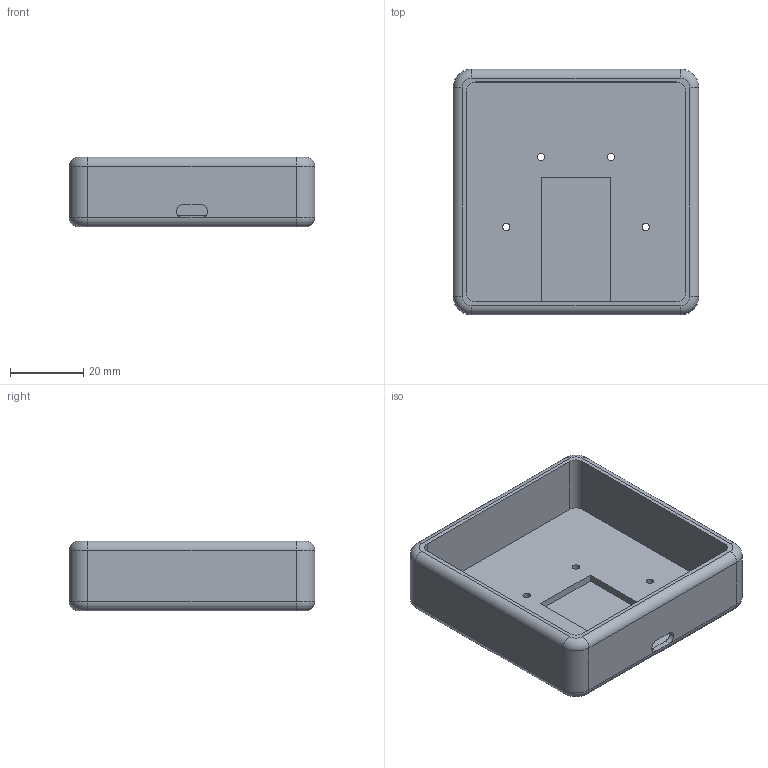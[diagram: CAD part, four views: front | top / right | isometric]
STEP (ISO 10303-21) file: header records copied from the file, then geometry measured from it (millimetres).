
FILE_DESCRIPTION(('HOOPS Exchange Step'),'2;1');
FILE_NAME('temp_export','2022-09-21T17:49:45-04:00',('mobile'),('Shapr3D Limited'),'HOOPS Exchange 2022.1','Shapr3D','Authorized');
FILE_SCHEMA( ('AP203_CONFIGURATION_CONTROLLED_3D_DESIGN_OF_MECHANICAL_PARTS_AND_ASSEMBLIES_MIM_LF') );
Length unit declared in the file: millimetre
Products named in the file (1): Case
Bounding box: 66.85 x 66.85 x 19 mm (x, y, z)
Volume: 24873.8 mm3; surface area: 17390.8 mm2
Topology: 1 solids, 1 shells, 59 faces, 145 edges, 92 vertices
Faces by surface type: cylinder 28, plane 23, torus 8
Full cylindrical faces by diameter (mm): 2 x4, 3.6 x4
Entity records: 1799 total; most frequent: DIRECTION 333, CARTESIAN_POINT 297, ORIENTED_EDGE 290, EDGE_CURVE 145, AXIS2_PLACEMENT_3D 128, VERTEX_POINT 92, VECTOR 77, LINE 77
